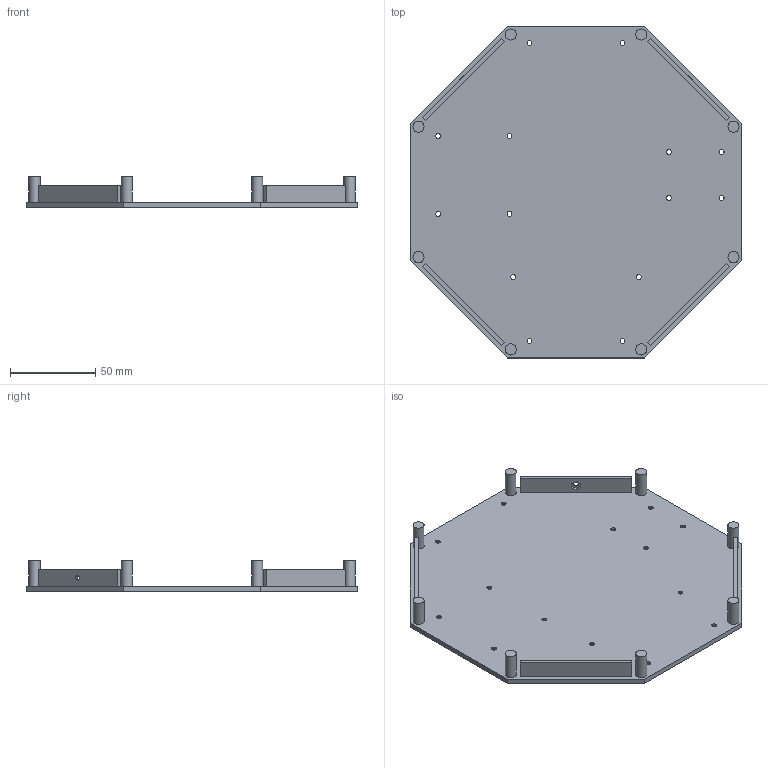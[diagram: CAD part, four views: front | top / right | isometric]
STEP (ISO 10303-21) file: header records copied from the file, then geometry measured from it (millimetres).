
FILE_DESCRIPTION(/* description */ ('STEP AP242','CAx-IF Rec.Pracs.---Representation and Presentation of Product Manufacturing Information (PMI)---4.0---2014-10-13','CAx-IF Rec.Pracs.---3D Tessellated Geometry---0.4---2014-09-14','2;1'),/* implementation_level */ '2;1');
FILE_NAME(/* name */ '642362b906b4aa79901b458d',/* time_stamp */ '2023-03-28T21:57:13+00:00',/* author */ (''),/* organization */ (''),/* preprocessor_version */ 'ST-DEVELOPER v18.102',/* originating_system */ ' ',/* authorisation */ ' ');
FILE_SCHEMA (('AP242_MANAGED_MODEL_BASED_3D_ENGINEERING_MIM_LF { 1 0 10303 442 1 1 4 }'));
Length unit declared in the file: metre
Products named in the file (1): StandBottom
Bounding box: 195 x 195 x 18 mm (x, y, z)
Volume: 104300.4 mm3; surface area: 73005 mm2
Topology: 1 solids, 1 shells, 90 faces, 222 edges, 148 vertices
Faces by surface type: plane 52, cylinder 24, cone 14
Full cylindrical faces by diameter (mm): 2.9 x16, 6.5 x8
Entity records: 2438 total; most frequent: DIRECTION 414, CARTESIAN_POINT 395, ORIENTED_EDGE 340, EDGE_LOOP 174, FACE_BOUND 174, EDGE_CURVE 170, AXIS2_PLACEMENT_3D 153, VERTEX_POINT 134
